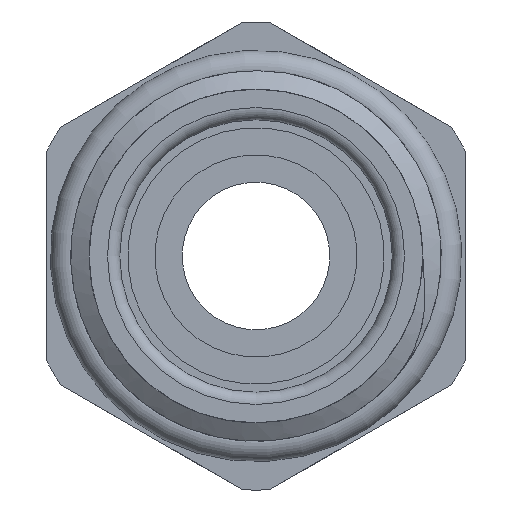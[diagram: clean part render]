
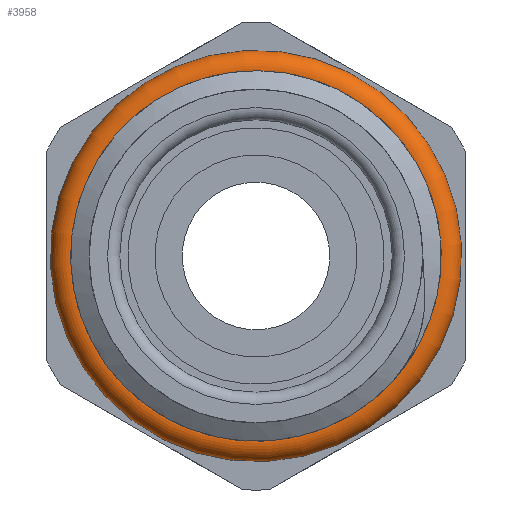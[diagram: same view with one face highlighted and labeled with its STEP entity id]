
A CAD part, front view. The second image highlights one B-rep face of the part: STEP entity #3958.
In plain terms, the highlighted toroidal (fillet/blend) face has major radius 7.61 mm and minor radius 0.75 mm.
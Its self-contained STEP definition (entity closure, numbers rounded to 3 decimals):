
#1006=FACE_OUTER_BOUND('',#1277,.T.);
#1277=EDGE_LOOP('',(#3103,#3105,#3104,#3106));
#1499=CIRCLE('',#4338,0.75);
#1500=CIRCLE('',#4339,8.36);
#1819=VERTEX_POINT('',#8757);
#2287=EDGE_CURVE('',#1819,#1819,#1499,.T.);
#2288=EDGE_CURVE('',#1819,#1819,#1500,.T.);
#3103=ORIENTED_EDGE('',*,*,#2287,.T.);
#3104=ORIENTED_EDGE('',*,*,#2287,.F.);
#3105=ORIENTED_EDGE('',*,*,#2288,.T.);
#3106=ORIENTED_EDGE('',*,*,#2288,.F.);
#3839=TOROIDAL_SURFACE('',#4337,7.61,0.75);
#3958=ADVANCED_FACE('',(#1006),#3839,.T.);
#4337=AXIS2_PLACEMENT_3D('',#8754,#5080,#5081);
#4338=AXIS2_PLACEMENT_3D('',#8755,#5082,#5083);
#4339=AXIS2_PLACEMENT_3D('',#8756,#5084,#5085);
#5080=DIRECTION('center_axis',(0.,1.,0.));
#5081=DIRECTION('ref_axis',(0.,0.,1.));
#5082=DIRECTION('center_axis',(-1.,0.,0.));
#5083=DIRECTION('ref_axis',(0.,0.,1.));
#5084=DIRECTION('center_axis',(0.,-1.,0.));
#5085=DIRECTION('ref_axis',(0.,0.,1.));
#8754=CARTESIAN_POINT('Origin',(0.,0.,
0.));
#8755=CARTESIAN_POINT('Origin',(0.,0.,
7.61));
#8756=CARTESIAN_POINT('Origin',(0.,0.,
0.));
#8757=CARTESIAN_POINT('',(0.,0.,8.36));
